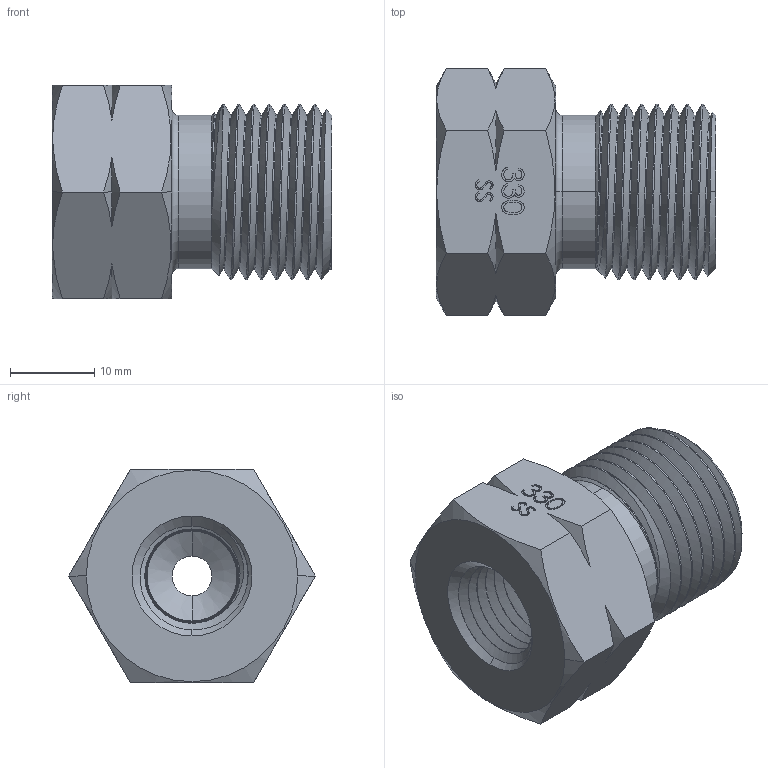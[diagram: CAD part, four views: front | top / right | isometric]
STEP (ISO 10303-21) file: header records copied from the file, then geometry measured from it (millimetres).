
FILE_DESCRIPTION (( 'STEP AP203' ), '1' );
FILE_NAME ('AD-330MSS-4FNPT.STEP', '2025-07-31T15:55:16', ( '' ), ( '' ), 'SwSTEP 2.0', 'SolidWorks 2018', '' );
FILE_SCHEMA (( 'CONFIG_CONTROL_DESIGN' ));
Length unit declared in the file: inch
Products named in the file (1): AD-330MSS-4FNPT
Bounding box: 33.27 x 29.33 x 25.4 mm (x, y, z)
Volume: 11083.1 mm3; surface area: 5317.5 mm2
Topology: 1 solids, 1 shells, 188 faces, 517 edges, 339 vertices
Faces by surface type: bspline 72, cone 47, cylinder 40, plane 27, torus 2
Entity records: 14340 total; most frequent: CARTESIAN_POINT 10282, ORIENTED_EDGE 1034, EDGE_CURVE 517, DIRECTION 512, VERTEX_POINT 339, B_SPLINE_CURVE_WITH_KNOTS 224, EDGE_LOOP 198, ADVANCED_FACE 188
